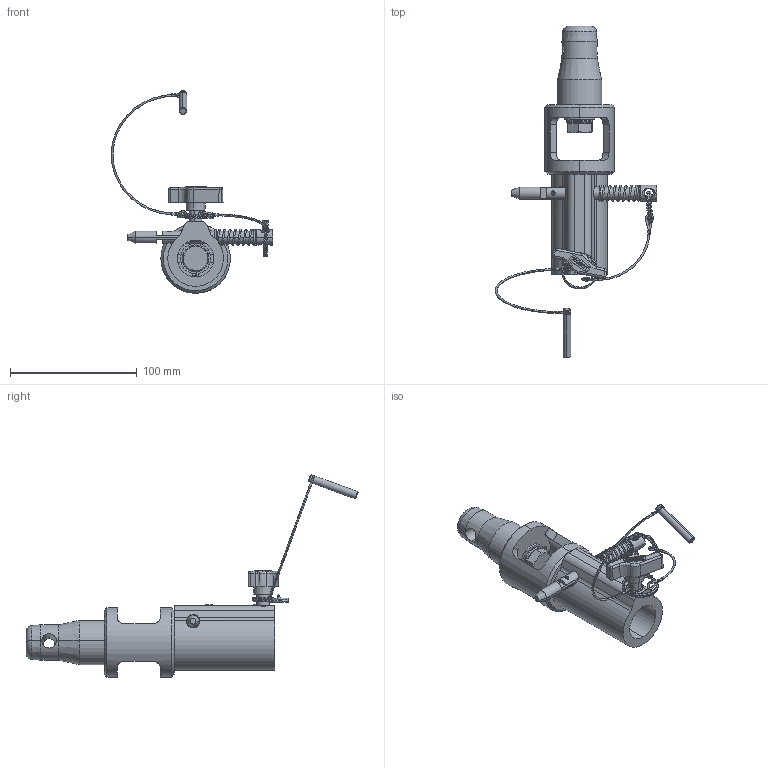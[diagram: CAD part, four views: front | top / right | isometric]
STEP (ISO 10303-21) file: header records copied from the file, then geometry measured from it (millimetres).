
FILE_DESCRIPTION (( 'STEP AP203' ), '1' );
FILE_NAME ('T45751.STEP', '2018-07-30T07:48:11', ( '' ), ( '' ), 'SwSTEP 2.0', 'SolidWorks 2016', '' );
FILE_SCHEMA (( 'CONFIG_CONTROL_DESIGN' ));
Length unit declared in the file: millimetre
Products named in the file (22): TH1282; TH3127; S1181-1_TH629-1 M10 Sword Body; TH1280_Down; TH1283; S1181-3_TH631-1 32MM LG; F629; ST40900 (T84300); TH1281; T45751; S1181-4; Hex Screw GradeC_Doughty Fastners_ISO 4018 - M12 x 40-WS; S2663; S2605; S1181-2; T84300; Single Coil Rectangular Section Spring Washer_Doughty Fastners_Rectangular section spring washer BS 4464 - 12 (Type B); f1501; B Washer_Bright washer BS 4320 - M12 (Form B); S1181; Doughty Knob_S0168; TH1684
Assembly tree (22 placements, depth 4):
  T45751
    T84300
      TH1280_Down
        TH1281
        TH1282
        F629
      Doughty Knob_S0168
      S1181
        S1181-1_TH629-1 M10 Sword Body
        S1181-4
        S1181-2
        S1181-3_TH631-1 32MM LG
      S2605
      TH1684
        ST40900 (T84300)
        TH1283
      S2663  x2
    TH3127
    B Washer_Bright washer BS 4320 - M12 (Form B)
    Single Coil Rectangular Section Spring Washer_Doughty Fastners_Rectangular section spring washer BS 4464 - 12 (Type B)
    Hex Screw GradeC_Doughty Fastners_ISO 4018 - M12 x 40-WS
    f1501
Bounding box: 127.73 x 262.36 x 160.09 mm (x, y, z)
Volume: 192514 mm3; surface area: 67232.4 mm2
Topology: 21 solids, 21 shells, 544 faces, 1337 edges, 846 vertices
Faces by surface type: cylinder 180, plane 162, cone 146, bspline 38, torus 18
Entity records: 24319 total; most frequent: CARTESIAN_POINT 8945, DIRECTION 2910, ORIENTED_EDGE 2642, EDGE_CURVE 1321, AXIS2_PLACEMENT_3D 1158, VERTEX_POINT 838, CIRCLE 625, LINE 594
